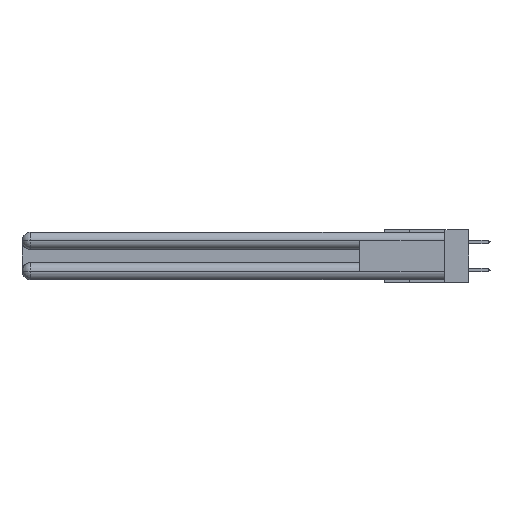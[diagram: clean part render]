
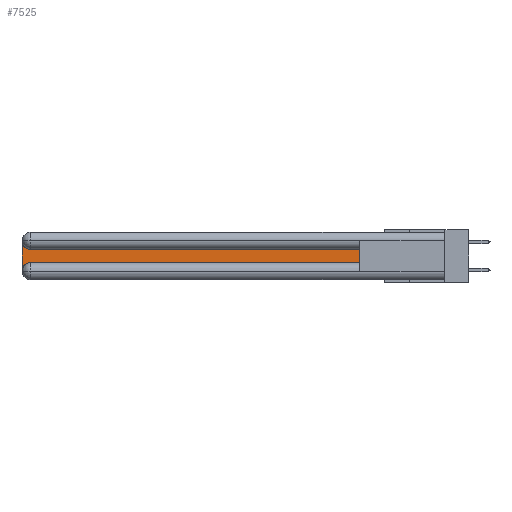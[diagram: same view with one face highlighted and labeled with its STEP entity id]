
A CAD part, left-side view. The second image highlights one B-rep face of the part: STEP entity #7525.
In plain terms, the highlighted planar face has unit normal (-1, 0, 0).
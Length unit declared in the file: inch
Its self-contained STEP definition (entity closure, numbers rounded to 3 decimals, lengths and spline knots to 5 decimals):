
#181 = EDGE_CURVE ( 'NONE', #18185, #13124, #13306, .T. ) ;
#603 = AXIS2_PLACEMENT_3D ( 'NONE', #8966, #22112, #6683 ) ;
#841 = CARTESIAN_POINT ( 'NONE',  ( 0.075, 0.6, -0.1225 ) ) ;
#969 = DIRECTION ( 'NONE',  ( 0., 1., 0. ) ) ;
#1269 = ORIENTED_EDGE ( 'NONE', *, *, #30213, .T. ) ;
#1809 = VECTOR ( 'NONE', #15523, 39.37008 ) ;
#2013 = VECTOR ( 'NONE', #3979, 39.37008 ) ;
#2382 = VECTOR ( 'NONE', #969, 39.37008 ) ;
#3579 = LINE ( 'NONE', #18911, #26982 ) ;
#3652 = PLANE ( 'NONE',  #603 ) ;
#3979 = DIRECTION ( 'NONE',  ( 0., -1., 0. ) ) ;
#4060 = ORIENTED_EDGE ( 'NONE', *, *, #6909, .T. ) ;
#6439 = ORIENTED_EDGE ( 'NONE', *, *, #22319, .T. ) ;
#6505 = LINE ( 'NONE', #16839, #2013 ) ;
#6683 = DIRECTION ( 'NONE',  ( 0., 0., -1. ) ) ;
#6909 = EDGE_CURVE ( 'NONE', #19436, #22199, #14380, .T. ) ;
#7525 = ADVANCED_FACE ( 'NONE', ( #21147 ), #3652, .F. ) ;
#7534 = CIRCLE ( 'NONE', #22040, 0.06 ) ;
#8953 = VERTEX_POINT ( 'NONE', #20946 ) ;
#8966 = CARTESIAN_POINT ( 'NONE',  ( 0.075, 3., -0.1225 ) ) ;
#9270 = AXIS2_PLACEMENT_3D ( 'NONE', #30569, #20007, #27656 ) ;
#9386 = ORIENTED_EDGE ( 'NONE', *, *, #18969, .T. ) ;
#10977 = VERTEX_POINT ( 'NONE', #30144 ) ;
#10983 = CARTESIAN_POINT ( 'NONE',  ( 0.075, 0.6, -0.1225 ) ) ;
#12705 = DIRECTION ( 'NONE',  ( 0., 0., -1. ) ) ;
#13124 = VERTEX_POINT ( 'NONE', #28737 ) ;
#13306 = LINE ( 'NONE', #10983, #2382 ) ;
#14380 = LINE ( 'NONE', #33042, #1809 ) ;
#14764 = CIRCLE ( 'NONE', #9270, 0.06 ) ;
#15523 = DIRECTION ( 'NONE',  ( 0., 0., -1. ) ) ;
#16181 = EDGE_CURVE ( 'NONE', #10977, #18185, #3579, .T. ) ;
#16487 = ORIENTED_EDGE ( 'NONE', *, *, #16181, .T. ) ;
#16828 = CARTESIAN_POINT ( 'NONE',  ( 0.075, 3., -0.2775 ) ) ;
#16839 = CARTESIAN_POINT ( 'NONE',  ( 0.075, 0.6, -0.2175 ) ) ;
#17188 = ORIENTED_EDGE ( 'NONE', *, *, #181, .T. ) ;
#18185 = VERTEX_POINT ( 'NONE', #841 ) ;
#18366 = CARTESIAN_POINT ( 'NONE',  ( 0.075, 3., -0.0625 ) ) ;
#18453 = DIRECTION ( 'NONE',  ( 0., 0., 1. ) ) ;
#18911 = CARTESIAN_POINT ( 'NONE',  ( 0.075, 0.6, -0.2175 ) ) ;
#18969 = EDGE_CURVE ( 'NONE', #22199, #8953, #14764, .T. ) ;
#19436 = VERTEX_POINT ( 'NONE', #18366 ) ;
#20007 = DIRECTION ( 'NONE',  ( 1., 0., 0. ) ) ;
#20946 = CARTESIAN_POINT ( 'NONE',  ( 0.075, 2.94, -0.2175 ) ) ;
#21147 = FACE_OUTER_BOUND ( 'NONE', #22349, .T. ) ;
#22040 = AXIS2_PLACEMENT_3D ( 'NONE', #22816, #28023, #12705 ) ;
#22112 = DIRECTION ( 'NONE',  ( 1., 0., 0. ) ) ;
#22199 = VERTEX_POINT ( 'NONE', #16828 ) ;
#22319 = EDGE_CURVE ( 'NONE', #13124, #19436, #7534, .T. ) ;
#22349 = EDGE_LOOP ( 'NONE', ( #17188, #6439, #4060, #9386, #1269, #16487 ) ) ;
#22816 = CARTESIAN_POINT ( 'NONE',  ( 0.075, 2.94, -0.0625 ) ) ;
#26982 = VECTOR ( 'NONE', #18453, 39.37008 ) ;
#27656 = DIRECTION ( 'NONE',  ( 0., 0., -1. ) ) ;
#28023 = DIRECTION ( 'NONE',  ( 1., 0., 0. ) ) ;
#28737 = CARTESIAN_POINT ( 'NONE',  ( 0.075, 2.94, -0.1225 ) ) ;
#30144 = CARTESIAN_POINT ( 'NONE',  ( 0.075, 0.6, -0.2175 ) ) ;
#30213 = EDGE_CURVE ( 'NONE', #8953, #10977, #6505, .T. ) ;
#30569 = CARTESIAN_POINT ( 'NONE',  ( 0.075, 2.94, -0.2775 ) ) ;
#33042 = CARTESIAN_POINT ( 'NONE',  ( 0.075, 3., -0.2175 ) ) ;
